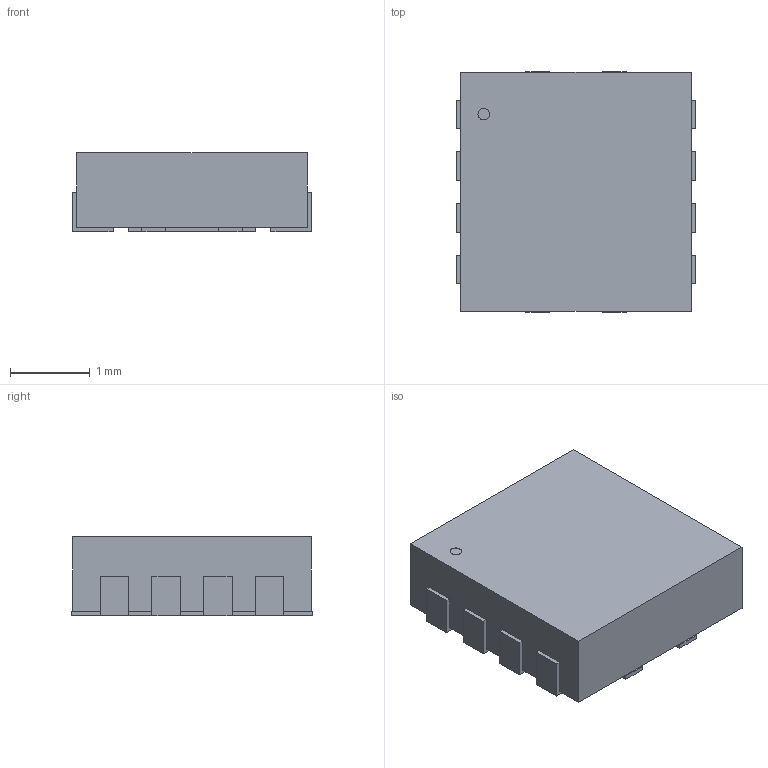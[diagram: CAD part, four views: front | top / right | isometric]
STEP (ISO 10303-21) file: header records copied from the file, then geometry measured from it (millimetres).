
FILE_DESCRIPTION (( 'STEP AP214' ), '1' );
FILE_NAME ('NCP59800BMNADJTAG.STEP', '2023-06-29T16:31:00', ( '' ), ( '' ), 'SwSTEP 2.0', 'SolidWorks 2022', '' );
FILE_SCHEMA (( 'AUTOMOTIVE_DESIGN' ));
Length unit declared in the file: millimetre
Products named in the file (1): NCP59800BMNADJTAG
Bounding box: 3 x 3.02 x 0.99 mm (x, y, z)
Volume: 8.5 mm3; surface area: 43 mm2
Topology: 15 solids, 15 shells, 104 faces, 222 edges, 148 vertices
Faces by surface type: plane 102, cylinder 2
Entity records: 2910 total; most frequent: CARTESIAN_POINT 475, ORIENTED_EDGE 444, DIRECTION 436, EDGE_CURVE 222, LINE 218, VECTOR 218, VERTEX_POINT 148, AXIS2_PLACEMENT_3D 109
